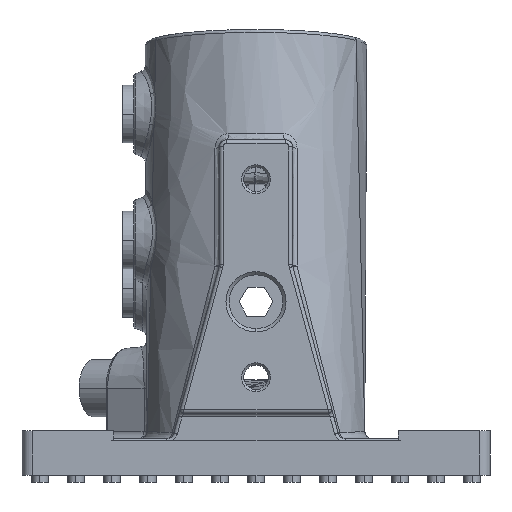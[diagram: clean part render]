
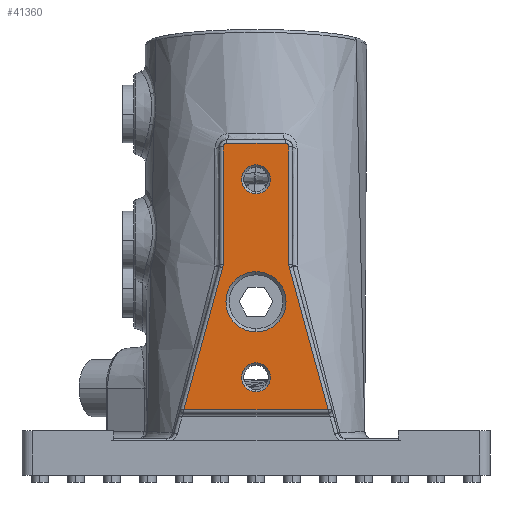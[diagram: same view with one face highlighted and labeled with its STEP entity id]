
A CAD part, left-side view. The second image highlights one B-rep face of the part: STEP entity #41360.
In plain terms, the highlighted planar face has unit normal (-1, 0, 0).
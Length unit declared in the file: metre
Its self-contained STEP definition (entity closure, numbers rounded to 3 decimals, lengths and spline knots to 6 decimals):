
#62 = VERTEX_POINT ( 'NONE', #36857 ) ;
#232 = ORIENTED_EDGE ( 'NONE', *, *, #1357, .F. ) ;
#1357 = EDGE_CURVE ( 'NONE', #32266, #9904, #3109, .T. ) ;
#1457 = CARTESIAN_POINT ( 'NONE',  ( -0.085, -0.00815, 0.089 ) ) ;
#1495 = EDGE_CURVE ( 'NONE', #32270, #34026, #22105, .T. ) ;
#1667 = LINE ( 'NONE', #37949, #14353 ) ;
#2265 = CIRCLE ( 'NONE', #14604, 0.001 ) ;
#2424 = VECTOR ( 'NONE', #12826, 1. ) ;
#2909 = DIRECTION ( 'NONE',  ( -1., 0., 0. ) ) ;
#3109 = CIRCLE ( 'NONE', #21008, 0.004025 ) ;
#3145 = DIRECTION ( 'NONE',  ( 0., 0., -1. ) ) ;
#3560 = CIRCLE ( 'NONE', #26875, 0.004025 ) ;
#3690 = DIRECTION ( 'NONE',  ( 0., 0., 1. ) ) ;
#3838 = VERTEX_POINT ( 'NONE', #21665 ) ;
#4066 = EDGE_CURVE ( 'NONE', #9286, #27068, #3560, .T. ) ;
#4076 = ORIENTED_EDGE ( 'NONE', *, *, #21563, .T. ) ;
#4328 = CARTESIAN_POINT ( 'NONE',  ( -0.085, 0.00915, 0.056268 ) ) ;
#4457 = DIRECTION ( 'NONE',  ( -1., 0., 0. ) ) ;
#5267 = DIRECTION ( 'NONE',  ( 0., 0., 1. ) ) ;
#5524 = ORIENTED_EDGE ( 'NONE', *, *, #25402, .F. ) ;
#5721 = ORIENTED_EDGE ( 'NONE', *, *, #4066, .F. ) ;
#5852 = ORIENTED_EDGE ( 'NONE', *, *, #39424, .T. ) ;
#6177 = DIRECTION ( 'NONE',  ( 1., 0., 0. ) ) ;
#6410 = PLANE ( 'NONE',  #15647 ) ;
#6508 = VERTEX_POINT ( 'NONE', #27374 ) ;
#6511 = CARTESIAN_POINT ( 'NONE',  ( -0.085, -0.00915, 0. ) ) ;
#7996 = DIRECTION ( 'NONE',  ( 1., 0., 0. ) ) ;
#8107 = EDGE_LOOP ( 'NONE', ( #9447, #232 ) ) ;
#8830 = EDGE_CURVE ( 'NONE', #9904, #32266, #20891, .T. ) ;
#9190 = CARTESIAN_POINT ( 'NONE',  ( -0.085, 0., 0.09 ) ) ;
#9286 = VERTEX_POINT ( 'NONE', #37212 ) ;
#9392 = DIRECTION ( 'NONE',  ( 0., 0., 1. ) ) ;
#9447 = ORIENTED_EDGE ( 'NONE', *, *, #8830, .F. ) ;
#9632 = VERTEX_POINT ( 'NONE', #19687 ) ;
#9904 = VERTEX_POINT ( 'NONE', #10288 ) ;
#10288 = CARTESIAN_POINT ( 'NONE',  ( -0.085, 0., 0.029025 ) ) ;
#11171 = DIRECTION ( 'NONE',  ( 0., 0., 1. ) ) ;
#11264 = DIRECTION ( 'NONE',  ( 0., -1., 0. ) ) ;
#11278 = VERTEX_POINT ( 'NONE', #12344 ) ;
#11324 = VERTEX_POINT ( 'NONE', #23287 ) ;
#11418 = AXIS2_PLACEMENT_3D ( 'NONE', #39223, #6177, #9392 ) ;
#11552 = CARTESIAN_POINT ( 'NONE',  ( -0.085, 0., 0.025 ) ) ;
#11790 = ORIENTED_EDGE ( 'NONE', *, *, #41062, .T. ) ;
#12098 = VECTOR ( 'NONE', #11264, 1. ) ;
#12344 = CARTESIAN_POINT ( 'NONE',  ( -0.085, -0.009256, 0.055478 ) ) ;
#12823 = CARTESIAN_POINT ( 'NONE',  ( -0.085, 0.00915, 0. ) ) ;
#12826 = DIRECTION ( 'NONE',  ( 0., 1., 0. ) ) ;
#12937 = CARTESIAN_POINT ( 'NONE',  ( -0.085, 0., 0.025 ) ) ;
#13414 = EDGE_CURVE ( 'NONE', #11278, #29805, #29925, .T. ) ;
#14353 = VECTOR ( 'NONE', #34289, 1. ) ;
#14432 = EDGE_CURVE ( 'NONE', #38942, #34486, #42478, .T. ) ;
#14504 = LINE ( 'NONE', #27593, #12098 ) ;
#14604 = AXIS2_PLACEMENT_3D ( 'NONE', #16057, #16702, #26567 ) ;
#14655 = ORIENTED_EDGE ( 'NONE', *, *, #20929, .T. ) ;
#15231 = FACE_BOUND ( 'NONE', #17006, .T. ) ;
#15647 = AXIS2_PLACEMENT_3D ( 'NONE', #42055, #28739, #35371 ) ;
#15648 = FACE_BOUND ( 'NONE', #8107, .T. ) ;
#16057 = CARTESIAN_POINT ( 'NONE',  ( -0.085, 0.00815, 0.089 ) ) ;
#16329 = VECTOR ( 'NONE', #16764, 1. ) ;
#16334 = ORIENTED_EDGE ( 'NONE', *, *, #30257, .T. ) ;
#16702 = DIRECTION ( 'NONE',  ( -1., 0., 0. ) ) ;
#16733 = EDGE_CURVE ( 'NONE', #6508, #32270, #42105, .T. ) ;
#16764 = DIRECTION ( 'NONE',  ( 0., 0.263, 0.965 ) ) ;
#17006 = EDGE_LOOP ( 'NONE', ( #5721, #5524 ) ) ;
#17165 = CARTESIAN_POINT ( 'NONE',  ( -0.085, 0.00915, 0.089 ) ) ;
#17169 = CARTESIAN_POINT ( 'NONE',  ( -0.085, 0., 0.075975 ) ) ;
#17704 = CIRCLE ( 'NONE', #23170, 0.008356 ) ;
#17846 = VECTOR ( 'NONE', #19608, 1. ) ;
#18115 = CARTESIAN_POINT ( 'NONE',  ( -0.085, 0., 0.020975 ) ) ;
#18462 = EDGE_CURVE ( 'NONE', #3838, #9632, #1667, .T. ) ;
#18816 = AXIS2_PLACEMENT_3D ( 'NONE', #11552, #28858, #19413 ) ;
#19413 = DIRECTION ( 'NONE',  ( 0., 0., 1. ) ) ;
#19608 = DIRECTION ( 'NONE',  ( 0., 0., 1. ) ) ;
#19687 = CARTESIAN_POINT ( 'NONE',  ( -0.085, 0.02003, 0.016 ) ) ;
#20044 = DIRECTION ( 'NONE',  ( -1., 0., 0. ) ) ;
#20891 = CIRCLE ( 'NONE', #18816, 0.004025 ) ;
#20929 = EDGE_CURVE ( 'NONE', #34486, #3838, #25041, .T. ) ;
#21008 = AXIS2_PLACEMENT_3D ( 'NONE', #12937, #20044, #3690 ) ;
#21066 = CARTESIAN_POINT ( 'NONE',  ( -0.085, 0., 0.046 ) ) ;
#21563 = EDGE_CURVE ( 'NONE', #34026, #38942, #2265, .T. ) ;
#21665 = CARTESIAN_POINT ( 'NONE',  ( -0.085, 0.009256, 0.055478 ) ) ;
#21892 = VECTOR ( 'NONE', #3145, 1. ) ;
#22105 = LINE ( 'NONE', #9190, #2424 ) ;
#22681 = CARTESIAN_POINT ( 'NONE',  ( -0.085, -0.00915, 0.056268 ) ) ;
#23160 = ORIENTED_EDGE ( 'NONE', *, *, #41258, .F. ) ;
#23170 = AXIS2_PLACEMENT_3D ( 'NONE', #21066, #27494, #11171 ) ;
#23287 = CARTESIAN_POINT ( 'NONE',  ( -0.085, 0., 0.037644 ) ) ;
#23636 = CARTESIAN_POINT ( 'NONE',  ( -0.085, -0.022706, 0.006197 ) ) ;
#23944 = CARTESIAN_POINT ( 'NONE',  ( -0.085, -0.02003, 0.016 ) ) ;
#24136 = CARTESIAN_POINT ( 'NONE',  ( -0.085, 0., 0.08 ) ) ;
#24578 = ORIENTED_EDGE ( 'NONE', *, *, #38112, .F. ) ;
#24610 = ORIENTED_EDGE ( 'NONE', *, *, #1495, .T. ) ;
#24622 = CARTESIAN_POINT ( 'NONE',  ( -0.085, 0., 0.046 ) ) ;
#25041 = CIRCLE ( 'NONE', #30525, 0.003 ) ;
#25320 = FACE_OUTER_BOUND ( 'NONE', #30273, .T. ) ;
#25402 = EDGE_CURVE ( 'NONE', #27068, #9286, #26091, .T. ) ;
#26091 = CIRCLE ( 'NONE', #30215, 0.004025 ) ;
#26410 = LINE ( 'NONE', #23636, #16329 ) ;
#26567 = DIRECTION ( 'NONE',  ( 0., 0., 1. ) ) ;
#26875 = AXIS2_PLACEMENT_3D ( 'NONE', #35761, #2909, #31717 ) ;
#27068 = VERTEX_POINT ( 'NONE', #17169 ) ;
#27126 = AXIS2_PLACEMENT_3D ( 'NONE', #24622, #34023, #5267 ) ;
#27374 = CARTESIAN_POINT ( 'NONE',  ( -0.085, -0.00915, 0.089 ) ) ;
#27494 = DIRECTION ( 'NONE',  ( -1., 0., 0. ) ) ;
#27593 = CARTESIAN_POINT ( 'NONE',  ( -0.085, -0.020303, 0.016 ) ) ;
#27656 = DIRECTION ( 'NONE',  ( 0., 0., 1. ) ) ;
#27862 = VERTEX_POINT ( 'NONE', #23944 ) ;
#27956 = DIRECTION ( 'NONE',  ( 0., 0., 1. ) ) ;
#28739 = DIRECTION ( 'NONE',  ( -1., 0., 0. ) ) ;
#28858 = DIRECTION ( 'NONE',  ( -1., 0., 0. ) ) ;
#29483 = LINE ( 'NONE', #6511, #17846 ) ;
#29805 = VERTEX_POINT ( 'NONE', #22681 ) ;
#29925 = CIRCLE ( 'NONE', #11418, 0.003 ) ;
#30110 = ORIENTED_EDGE ( 'NONE', *, *, #13414, .T. ) ;
#30215 = AXIS2_PLACEMENT_3D ( 'NONE', #24136, #40005, #34176 ) ;
#30257 = EDGE_CURVE ( 'NONE', #29805, #6508, #29483, .T. ) ;
#30273 = EDGE_LOOP ( 'NONE', ( #41211, #5852, #11790, #30110, #16334, #33221, #24610, #4076, #33852, #14655 ) ) ;
#30525 = AXIS2_PLACEMENT_3D ( 'NONE', #37393, #7996, #27956 ) ;
#30807 = CARTESIAN_POINT ( 'NONE',  ( -0.085, 0.00815, 0.09 ) ) ;
#31195 = CARTESIAN_POINT ( 'NONE',  ( -0.085, -0.00815, 0.09 ) ) ;
#31717 = DIRECTION ( 'NONE',  ( 0., 0., 1. ) ) ;
#32266 = VERTEX_POINT ( 'NONE', #18115 ) ;
#32270 = VERTEX_POINT ( 'NONE', #31195 ) ;
#33221 = ORIENTED_EDGE ( 'NONE', *, *, #16733, .T. ) ;
#33852 = ORIENTED_EDGE ( 'NONE', *, *, #14432, .T. ) ;
#34023 = DIRECTION ( 'NONE',  ( -1., 0., 0. ) ) ;
#34026 = VERTEX_POINT ( 'NONE', #30807 ) ;
#34176 = DIRECTION ( 'NONE',  ( 0., 0., 1. ) ) ;
#34289 = DIRECTION ( 'NONE',  ( 0., 0.263, -0.965 ) ) ;
#34486 = VERTEX_POINT ( 'NONE', #4328 ) ;
#34769 = EDGE_LOOP ( 'NONE', ( #23160, #24578 ) ) ;
#35371 = DIRECTION ( 'NONE',  ( 0., 0., 1. ) ) ;
#35761 = CARTESIAN_POINT ( 'NONE',  ( -0.085, 0., 0.08 ) ) ;
#36857 = CARTESIAN_POINT ( 'NONE',  ( -0.085, 0., 0.054356 ) ) ;
#37212 = CARTESIAN_POINT ( 'NONE',  ( -0.085, 0., 0.084025 ) ) ;
#37393 = CARTESIAN_POINT ( 'NONE',  ( -0.085, 0.01215, 0.056268 ) ) ;
#37949 = CARTESIAN_POINT ( 'NONE',  ( -0.085, 0.022706, 0.006197 ) ) ;
#38112 = EDGE_CURVE ( 'NONE', #11324, #62, #40862, .T. ) ;
#38606 = FACE_BOUND ( 'NONE', #34769, .T. ) ;
#38942 = VERTEX_POINT ( 'NONE', #17165 ) ;
#39223 = CARTESIAN_POINT ( 'NONE',  ( -0.085, -0.01215, 0.056268 ) ) ;
#39366 = AXIS2_PLACEMENT_3D ( 'NONE', #1457, #4457, #27656 ) ;
#39424 = EDGE_CURVE ( 'NONE', #9632, #27862, #14504, .T. ) ;
#40005 = DIRECTION ( 'NONE',  ( -1., 0., 0. ) ) ;
#40862 = CIRCLE ( 'NONE', #27126, 0.008356 ) ;
#41062 = EDGE_CURVE ( 'NONE', #27862, #11278, #26410, .T. ) ;
#41211 = ORIENTED_EDGE ( 'NONE', *, *, #18462, .T. ) ;
#41258 = EDGE_CURVE ( 'NONE', #62, #11324, #17704, .T. ) ;
#41360 = ADVANCED_FACE ( 'NONE', ( #25320, #15231, #15648, #38606 ), #6410, .T. ) ;
#42055 = CARTESIAN_POINT ( 'NONE',  ( -0.085, 0., 0. ) ) ;
#42105 = CIRCLE ( 'NONE', #39366, 0.001 ) ;
#42478 = LINE ( 'NONE', #12823, #21892 ) ;
